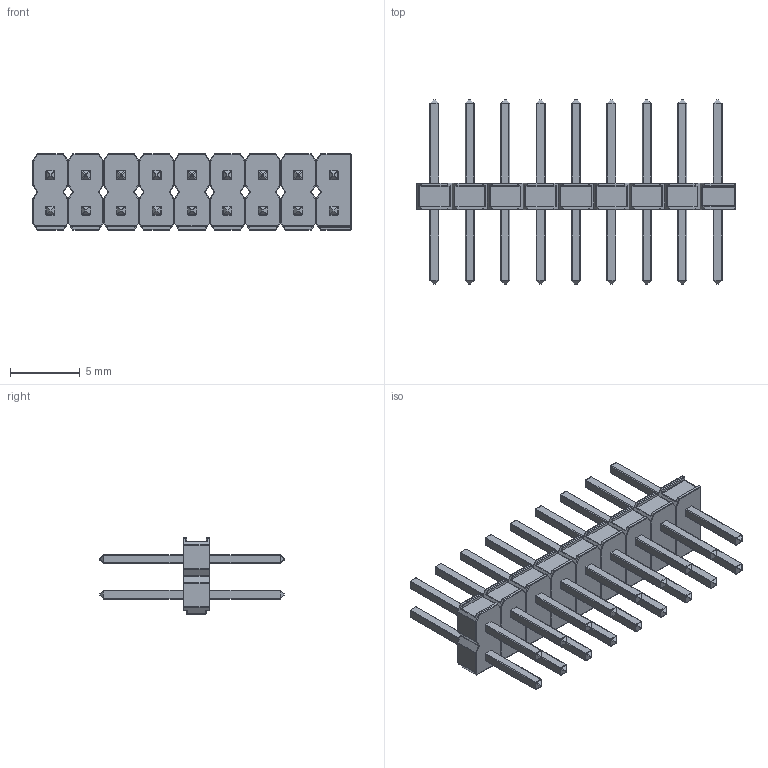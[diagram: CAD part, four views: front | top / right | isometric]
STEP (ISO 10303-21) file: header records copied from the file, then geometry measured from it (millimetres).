
FILE_DESCRIPTION (( 'STEP AP214' ), '1' );
FILE_NAME ('929665-02-09.STEP', '2017-12-05T21:40:33', ( '' ), ( '' ), 'SwSTEP 2.0', 'SolidWorks 2014', '' );
FILE_SCHEMA (( 'AUTOMOTIVE_DESIGN' ));
Length unit declared in the file: millimetre
Products named in the file (3): 02-Pin-Middle; 02-Pin-End; 929665-02-09
Assembly tree (9 placements, depth 2):
  929665-02-09
    02-Pin-End
    02-Pin-Middle  x8
Bounding box: 22.86 x 13.22 x 5.46 mm (x, y, z)
Volume: 300.7 mm3; surface area: 1014.4 mm2
Topology: 41 solids, 41 shells, 2300 faces, 5134 edges, 2496 vertices
Faces by surface type: cylinder 1123, sphere 568, plane 567, torus 38, bspline 4
Entity records: 14378 total; most frequent: DIRECTION 2466, CARTESIAN_POINT 2172, ORIENTED_EDGE 2028, EDGE_CURVE 1014, AXIS2_PLACEMENT_3D 974, VERTEX_POINT 536, LINE 518, VECTOR 518
